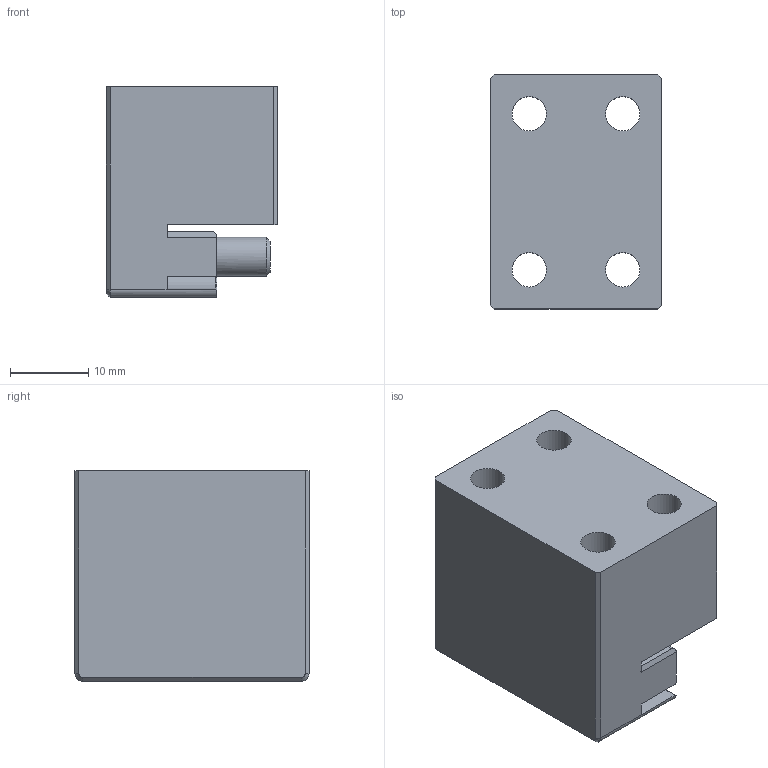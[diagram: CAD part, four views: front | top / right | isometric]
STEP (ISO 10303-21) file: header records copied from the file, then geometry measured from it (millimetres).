
FILE_DESCRIPTION(('FreeCAD Model'),'2;1');
FILE_NAME('Y-Belt-Holder18mm.step', '2020-08-11T12:35:19',(''),(''),'Open CASCADE STEP processor 7.3', 'FreeCAD','Unknown');
FILE_SCHEMA(('CONFIG_CONTROL_DESIGN','SHAPE_APPEARANCE_LAYER_MIM'));
Length unit declared in the file: millimetre
Products named in the file (1): Y-Belt-Holder18mm
Bounding box: 22 x 30 x 27 mm (x, y, z)
Volume: 12676.1 mm3; surface area: 6390.5 mm2
Topology: 1 solids, 1 shells, 118 faces, 358 edges, 238 vertices
Faces by surface type: plane 74, cylinder 33, cone 11
Full cylindrical faces by diameter (mm): 4.4 x4, 5 x2, 6.6 x2, 6.8 x2
Entity records: 4120 total; most frequent: CARTESIAN_POINT 717, ORIENTED_EDGE 716, DIRECTION 707, EDGE_CURVE 358, LINE 243, VECTOR 243, VERTEX_POINT 238, AXIS2_PLACEMENT_3D 232
